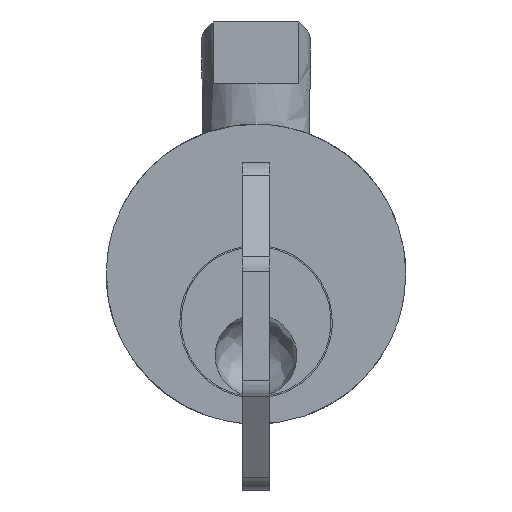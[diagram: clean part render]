
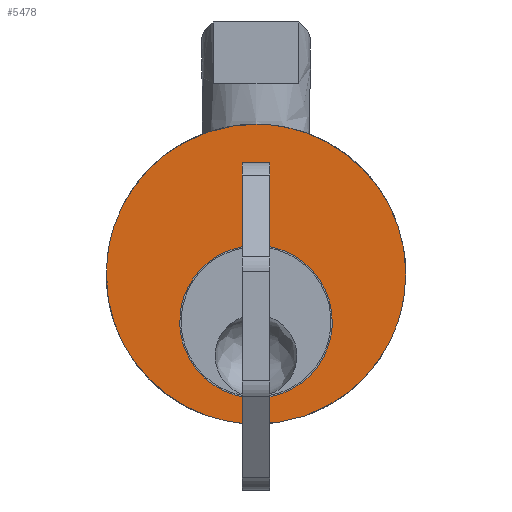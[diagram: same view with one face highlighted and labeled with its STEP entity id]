
A CAD part, front view. The second image highlights one B-rep face of the part: STEP entity #5478.
In plain terms, the highlighted free-form (B-spline) face has degree [1, 1] with [2, 2] control points.
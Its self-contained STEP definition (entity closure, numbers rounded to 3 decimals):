
#4399=CARTESIAN_POINT('',(-5.561,0.,-2.839));
#4400=VERTEX_POINT('',#4399);
#4406=CARTESIAN_POINT('',(0.0,0.0,-9.1));
#4407=VERTEX_POINT('',#4406);
#4408=CARTESIAN_POINT('',(-5.561,0.,-2.839));
#4409=CARTESIAN_POINT('',(-5.6,0.0,-3.168));
#4410=CARTESIAN_POINT('',(-5.6,0.0,-3.5));
#4411=CARTESIAN_POINT('',(-5.6,0.0,-9.1));
#4412=CARTESIAN_POINT('',(0.0,0.0,-9.1));
#4420=(BOUNDED_CURVE()B_SPLINE_CURVE(2,(#4408,#4409,#4410,#4411,#4412),.UNSPECIFIED.,.F.,.U.)B_SPLINE_CURVE_WITH_KNOTS((3,2,3),(0.23,0.25,0.5),.UNSPECIFIED.)CURVE()GEOMETRIC_REPRESENTATION_ITEM()RATIONAL_B_SPLINE_CURVE((0.956,0.976,1.0,0.707,1.0))REPRESENTATION_ITEM(''));
#4421=EDGE_CURVE('',#4400,#4407,#4420,.T.);
#4423=CARTESIAN_POINT('',(5.59,0.,-3.842));
#4424=VERTEX_POINT('',#4423);
#4425=CARTESIAN_POINT('',(0.0,0.0,-9.1));
#4426=CARTESIAN_POINT('',(5.268,0.0,-9.1));
#4427=CARTESIAN_POINT('',(5.59,0.,-3.842));
#4435=(BOUNDED_CURVE()B_SPLINE_CURVE(2,(#4425,#4426,#4427),.UNSPECIFIED.,.F.,.U.)B_SPLINE_CURVE_WITH_KNOTS((3,3),(0.5,0.739),.UNSPECIFIED.)CURVE()GEOMETRIC_REPRESENTATION_ITEM()RATIONAL_B_SPLINE_CURVE((1.0,0.72,0.976))REPRESENTATION_ITEM(''));
#4436=EDGE_CURVE('',#4407,#4424,#4435,.T.);
#4510=CARTESIAN_POINT('',(0.0,0.0,2.1));
#4511=VERTEX_POINT('',#4510);
#4512=CARTESIAN_POINT('',(5.59,0.,-3.842));
#4513=CARTESIAN_POINT('',(5.6,0.0,-3.671));
#4514=CARTESIAN_POINT('',(5.6,0.0,-3.5));
#4515=CARTESIAN_POINT('',(5.6,0.0,2.1));
#4516=CARTESIAN_POINT('',(0.0,0.0,2.1));
#4524=(BOUNDED_CURVE()B_SPLINE_CURVE(2,(#4512,#4513,#4514,#4515,#4516),.UNSPECIFIED.,.F.,.U.)B_SPLINE_CURVE_WITH_KNOTS((3,2,3),(0.739,0.75,1.0),.UNSPECIFIED.)CURVE()GEOMETRIC_REPRESENTATION_ITEM()RATIONAL_B_SPLINE_CURVE((0.976,0.988,1.0,0.707,1.0))REPRESENTATION_ITEM(''));
#4525=EDGE_CURVE('',#4424,#4511,#4524,.T.);
#4527=CARTESIAN_POINT('',(0.0,0.0,2.1));
#4528=CARTESIAN_POINT('',(-4.974,0.0,2.1));
#4529=CARTESIAN_POINT('',(-5.561,0.,-2.839));
#4537=(BOUNDED_CURVE()B_SPLINE_CURVE(2,(#4527,#4528,#4529),.UNSPECIFIED.,.F.,.U.)B_SPLINE_CURVE_WITH_KNOTS((3,3),(0.0,0.23),.UNSPECIFIED.)CURVE()GEOMETRIC_REPRESENTATION_ITEM()RATIONAL_B_SPLINE_CURVE((1.0,0.731,0.956))REPRESENTATION_ITEM(''));
#4538=EDGE_CURVE('',#4511,#4400,#4537,.T.);
#4562=CARTESIAN_POINT('',(-10.849,0.,1.816));
#4563=VERTEX_POINT('',#4562);
#4564=CARTESIAN_POINT('',(0.0,0.0,-11.0));
#4565=VERTEX_POINT('',#4564);
#4566=CARTESIAN_POINT('',(-10.849,0.,1.816));
#4567=CARTESIAN_POINT('',(-11.,0.0,0.914));
#4568=CARTESIAN_POINT('',(-11.0,0.0,0.0));
#4569=CARTESIAN_POINT('',(-11.0,0.0,-11.0));
#4570=CARTESIAN_POINT('',(0.0,0.0,-11.0));
#4578=(BOUNDED_CURVE()B_SPLINE_CURVE(2,(#4566,#4567,#4568,#4569,#4570),.UNSPECIFIED.,.F.,.U.)B_SPLINE_CURVE_WITH_KNOTS((3,2,3),(0.222,0.25,0.5),.UNSPECIFIED.)CURVE()GEOMETRIC_REPRESENTATION_ITEM()RATIONAL_B_SPLINE_CURVE((0.941,0.967,1.0,0.707,1.0))REPRESENTATION_ITEM(''));
#4579=EDGE_CURVE('',#4563,#4565,#4578,.T.);
#4620=CARTESIAN_POINT('',(10.849,0.,-1.816));
#4621=VERTEX_POINT('',#4620);
#4627=CARTESIAN_POINT('',(0.0,0.0,-11.0));
#4628=CARTESIAN_POINT('',(9.312,0.0,-11.0));
#4629=CARTESIAN_POINT('',(10.849,0.,-1.816));
#4637=(BOUNDED_CURVE()B_SPLINE_CURVE(2,(#4627,#4628,#4629),.UNSPECIFIED.,.F.,.U.)B_SPLINE_CURVE_WITH_KNOTS((3,3),(0.5,0.722),.UNSPECIFIED.)CURVE()GEOMETRIC_REPRESENTATION_ITEM()RATIONAL_B_SPLINE_CURVE((1.0,0.74,0.941))REPRESENTATION_ITEM(''));
#4638=EDGE_CURVE('',#4565,#4621,#4637,.T.);
#4691=CARTESIAN_POINT('',(0.0,0.0,11.0));
#4692=VERTEX_POINT('',#4691);
#4693=CARTESIAN_POINT('',(0.0,0.0,11.0));
#4694=CARTESIAN_POINT('',(-9.312,0.0,11.0));
#4695=CARTESIAN_POINT('',(-10.849,0.,1.816));
#4703=(BOUNDED_CURVE()B_SPLINE_CURVE(2,(#4693,#4694,#4695),.UNSPECIFIED.,.F.,.U.)B_SPLINE_CURVE_WITH_KNOTS((3,3),(0.0,0.222),.UNSPECIFIED.)CURVE()GEOMETRIC_REPRESENTATION_ITEM()RATIONAL_B_SPLINE_CURVE((1.0,0.74,0.941))REPRESENTATION_ITEM(''));
#4704=EDGE_CURVE('',#4692,#4563,#4703,.T.);
#4706=CARTESIAN_POINT('',(10.849,0.,-1.816));
#4707=CARTESIAN_POINT('',(11.,0.0,-0.914));
#4708=CARTESIAN_POINT('',(11.0,0.0,0.0));
#4709=CARTESIAN_POINT('',(11.0,0.0,11.0));
#4710=CARTESIAN_POINT('',(0.0,0.0,11.0));
#4718=(BOUNDED_CURVE()B_SPLINE_CURVE(2,(#4706,#4707,#4708,#4709,#4710),.UNSPECIFIED.,.F.,.U.)B_SPLINE_CURVE_WITH_KNOTS((3,2,3),(0.722,0.75,1.0),.UNSPECIFIED.)CURVE()GEOMETRIC_REPRESENTATION_ITEM()RATIONAL_B_SPLINE_CURVE((0.941,0.967,1.0,0.707,1.0))REPRESENTATION_ITEM(''));
#4719=EDGE_CURVE('',#4621,#4692,#4718,.T.);
#5461=CARTESIAN_POINT('',(-12.099,0.0,12.099));
#5462=CARTESIAN_POINT('',(12.099,0.0,12.099));
#5463=CARTESIAN_POINT('',(-12.099,0.0,-12.099));
#5464=CARTESIAN_POINT('',(12.099,0.0,-12.099));
#5465=B_SPLINE_SURFACE_WITH_KNOTS('',1,1,((#5461,#5463),(#5462,#5464)),.UNSPECIFIED.,.F.,.F.,.U.,(2,2),(2,2),(0.0,24.197),(0.0,24.198),.UNSPECIFIED.);
#5466=ORIENTED_EDGE('',*,*,#4704,.T.);
#5467=ORIENTED_EDGE('',*,*,#4579,.T.);
#5468=ORIENTED_EDGE('',*,*,#4638,.T.);
#5469=ORIENTED_EDGE('',*,*,#4719,.T.);
#5470=EDGE_LOOP('',(#5466,#5467,#5468,#5469));
#5471=FACE_OUTER_BOUND('',#5470,.T.);
#5472=ORIENTED_EDGE('',*,*,#4436,.F.);
#5473=ORIENTED_EDGE('',*,*,#4421,.F.);
#5474=ORIENTED_EDGE('',*,*,#4538,.F.);
#5475=ORIENTED_EDGE('',*,*,#4525,.F.);
#5476=EDGE_LOOP('',(#5472,#5473,#5474,#5475));
#5477=FACE_BOUND('',#5476,.T.);
#5478=ADVANCED_FACE('',(#5471,#5477),#5465,.F.);
